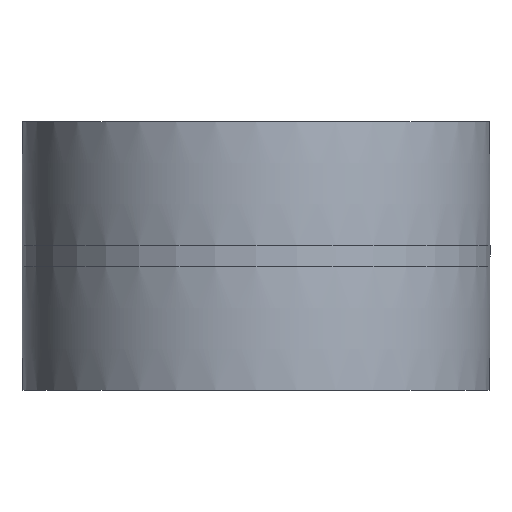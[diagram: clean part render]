
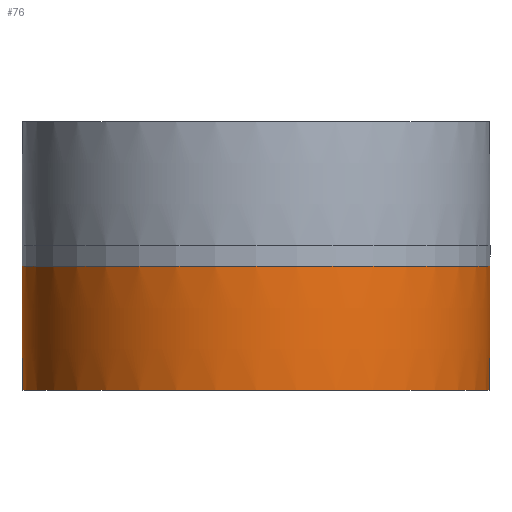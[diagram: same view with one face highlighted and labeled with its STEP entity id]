
A CAD part, front view. The second image highlights one B-rep face of the part: STEP entity #76.
In plain terms, the highlighted toroidal (fillet/blend) face has major radius 10599.6 mm and minor radius 10878.6 mm.
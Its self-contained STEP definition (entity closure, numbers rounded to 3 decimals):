
#55 = CARTESIAN_POINT ( 'NONE',  ( -279., 0., -12.5 ) ) ;
#76 = ADVANCED_FACE ( 'NONE', ( #119 ), #664, .T. ) ;
#119 = FACE_OUTER_BOUND ( 'NONE', #1553, .T. ) ;
#155 = DIRECTION ( 'NONE',  ( 1., 0., 0. ) ) ;
#184 = VERTEX_POINT ( 'NONE', #1148 ) ;
#193 = ORIENTED_EDGE ( 'NONE', *, *, #810, .F. ) ;
#235 = DIRECTION ( 'NONE',  ( 1., 0., 0. ) ) ;
#252 = CARTESIAN_POINT ( 'NONE',  ( 10599.625, 0., -12.5 ) ) ;
#274 = AXIS2_PLACEMENT_3D ( 'NONE', #252, #582, #1459 ) ;
#523 = CIRCLE ( 'NONE', #980, 279. ) ;
#554 = AXIS2_PLACEMENT_3D ( 'NONE', #733, #863, #831 ) ;
#582 = DIRECTION ( 'NONE',  ( 0., 1., 0. ) ) ;
#664 = TOROIDAL_SURFACE ( 'NONE', #1281, -10599.625, 10878.625 ) ;
#726 = DIRECTION ( 'NONE',  ( 0., 0., 1. ) ) ;
#733 = CARTESIAN_POINT ( 'NONE',  ( -10599.625, 0., -12.5 ) ) ;
#796 = VERTEX_POINT ( 'NONE', #900 ) ;
#810 = EDGE_CURVE ( 'NONE', #1004, #1390, #523, .T. ) ;
#831 = DIRECTION ( 'NONE',  ( 0., 0., -1. ) ) ;
#837 = ORIENTED_EDGE ( 'NONE', *, *, #947, .T. ) ;
#863 = DIRECTION ( 'NONE',  ( 0., -1., 0. ) ) ;
#867 = DIRECTION ( 'NONE',  ( 0., 0., 1. ) ) ;
#900 = CARTESIAN_POINT ( 'NONE',  ( 278., 0., -160. ) ) ;
#911 = CARTESIAN_POINT ( 'NONE',  ( 0., 0., -12.5 ) ) ;
#947 = EDGE_CURVE ( 'NONE', #184, #796, #1301, .T. ) ;
#955 = CIRCLE ( 'NONE', #274, 10878.625 ) ;
#971 = CARTESIAN_POINT ( 'NONE',  ( 279., 0., -12.5 ) ) ;
#980 = AXIS2_PLACEMENT_3D ( 'NONE', #911, #1289, #1278 ) ;
#983 = CARTESIAN_POINT ( 'NONE',  ( 0., 0., -12.5 ) ) ;
#1004 = VERTEX_POINT ( 'NONE', #55 ) ;
#1010 = CIRCLE ( 'NONE', #554, 10878.625 ) ;
#1116 = CARTESIAN_POINT ( 'NONE',  ( 0., 0., -160. ) ) ;
#1148 = CARTESIAN_POINT ( 'NONE',  ( -278., 0., -160. ) ) ;
#1166 = ORIENTED_EDGE ( 'NONE', *, *, #1337, .F. ) ;
#1278 = DIRECTION ( 'NONE',  ( 1., 0., 0. ) ) ;
#1281 = AXIS2_PLACEMENT_3D ( 'NONE', #983, #726, #235 ) ;
#1289 = DIRECTION ( 'NONE',  ( 0., 0., 1. ) ) ;
#1297 = ORIENTED_EDGE ( 'NONE', *, *, #1360, .T. ) ;
#1301 = CIRCLE ( 'NONE', #1447, 278. ) ;
#1337 = EDGE_CURVE ( 'NONE', #184, #1004, #955, .T. ) ;
#1360 = EDGE_CURVE ( 'NONE', #796, #1390, #1010, .T. ) ;
#1390 = VERTEX_POINT ( 'NONE', #971 ) ;
#1447 = AXIS2_PLACEMENT_3D ( 'NONE', #1116, #867, #155 ) ;
#1459 = DIRECTION ( 'NONE',  ( -1., 0., 0. ) ) ;
#1553 = EDGE_LOOP ( 'NONE', ( #1166, #837, #1297, #193 ) ) ;
